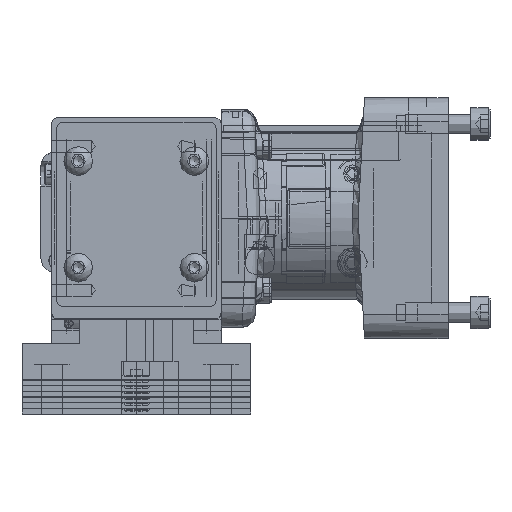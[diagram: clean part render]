
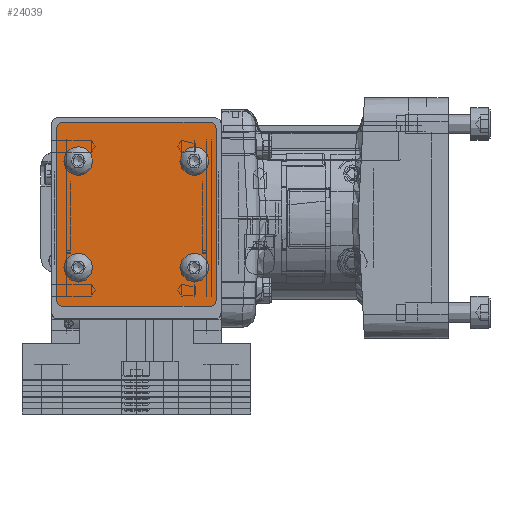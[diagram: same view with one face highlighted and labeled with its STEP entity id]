
A CAD part, top view. The second image highlights one B-rep face of the part: STEP entity #24039.
In plain terms, the highlighted planar face has unit normal (0, 0, 1).
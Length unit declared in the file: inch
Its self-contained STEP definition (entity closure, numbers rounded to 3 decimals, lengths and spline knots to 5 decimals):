
#94 = VERTEX_POINT ( 'NONE', #44553 ) ;
#851 = DIRECTION ( 'NONE',  ( 0.5, -0.866, 0. ) ) ;
#1212 = VECTOR ( 'NONE', #24282, 39.37008 ) ;
#1665 = DIRECTION ( 'NONE',  ( 1., 0., 0. ) ) ;
#1741 = EDGE_CURVE ( 'NONE', #28604, #28604, #16430, .T. ) ;
#1927 = VERTEX_POINT ( 'NONE', #36979 ) ;
#3284 = VERTEX_POINT ( 'NONE', #22955 ) ;
#3611 = ORIENTED_EDGE ( 'NONE', *, *, #52154, .T. ) ;
#3934 = CARTESIAN_POINT ( 'NONE',  ( -0.825, 0.927, 1.063 ) ) ;
#4209 = AXIS2_PLACEMENT_3D ( 'NONE', #47537, #17788, #22944 ) ;
#4583 = ORIENTED_EDGE ( 'NONE', *, *, #44239, .T. ) ;
#5714 = CARTESIAN_POINT ( 'NONE',  ( 0.762, 0.99, 1.063 ) ) ;
#5718 = ORIENTED_EDGE ( 'NONE', *, *, #14006, .F. ) ;
#6023 = DIRECTION ( 'NONE',  ( 0., 0., 1. ) ) ;
#6129 = CARTESIAN_POINT ( 'NONE',  ( -0.5252, 0.46044, 1.063 ) ) ;
#6811 = PLANE ( 'NONE',  #42113 ) ;
#9486 = ORIENTED_EDGE ( 'NONE', *, *, #18216, .T. ) ;
#9962 = DIRECTION ( 'NONE',  ( -1., 0., 0. ) ) ;
#10361 = EDGE_LOOP ( 'NONE', ( #55164 ) ) ;
#10863 = CARTESIAN_POINT ( 'NONE',  ( 0.6, 0.59, 1.063 ) ) ;
#11271 = VERTEX_POINT ( 'NONE', #20698 ) ;
#11490 = EDGE_CURVE ( 'NONE', #11271, #33763, #50763, .T. ) ;
#12431 = DIRECTION ( 'NONE',  ( -1., 0., 0. ) ) ;
#12809 = ORIENTED_EDGE ( 'NONE', *, *, #11490, .T. ) ;
#13573 = CARTESIAN_POINT ( 'NONE',  ( 0.762, -0.847, 1.063 ) ) ;
#13834 = AXIS2_PLACEMENT_3D ( 'NONE', #36043, #6023, #39654 ) ;
#13837 = AXIS2_PLACEMENT_3D ( 'NONE', #50072, #25470, #55222 ) ;
#13873 = CIRCLE ( 'NONE', #28356, 0.063 ) ;
#13919 = VERTEX_POINT ( 'NONE', #28755 ) ;
#14006 = EDGE_CURVE ( 'NONE', #13919, #13919, #42693, .T. ) ;
#14852 = CIRCLE ( 'NONE', #13834, 0.14961 ) ;
#15216 = LINE ( 'NONE', #3934, #1212 ) ;
#16430 = CIRCLE ( 'NONE', #27771, 0.14961 ) ;
#17788 = DIRECTION ( 'NONE',  ( 0., 0., 1. ) ) ;
#17997 = FACE_OUTER_BOUND ( 'NONE', #57216, .T. ) ;
#18216 = EDGE_CURVE ( 'NONE', #1927, #94, #15216, .T. ) ;
#19281 = CARTESIAN_POINT ( 'NONE',  ( -0.762, -0.91, 1.063 ) ) ;
#19282 = ORIENTED_EDGE ( 'NONE', *, *, #20415, .F. ) ;
#19386 = ORIENTED_EDGE ( 'NONE', *, *, #28630, .T. ) ;
#20193 = CARTESIAN_POINT ( 'NONE',  ( -0.762, -0.847, 1.063 ) ) ;
#20276 = CARTESIAN_POINT ( 'NONE',  ( -0.762, 0.99, 1.063 ) ) ;
#20415 = EDGE_CURVE ( 'NONE', #25510, #25510, #14852, .T. ) ;
#20698 = CARTESIAN_POINT ( 'NONE',  ( 0.825, -0.847, 1.063 ) ) ;
#21328 = DIRECTION ( 'NONE',  ( 0., 0., 1. ) ) ;
#21982 = ORIENTED_EDGE ( 'NONE', *, *, #27831, .T. ) ;
#22568 = EDGE_CURVE ( 'NONE', #32472, #11271, #13873, .T. ) ;
#22944 = DIRECTION ( 'NONE',  ( 1., 0., 0. ) ) ;
#22955 = CARTESIAN_POINT ( 'NONE',  ( 0.6748, -0.63956, 1.063 ) ) ;
#24039 = ADVANCED_FACE ( 'NONE', ( #30713, #17997, #47747, #62263, #52273 ), #6811, .T. ) ;
#24282 = DIRECTION ( 'NONE',  ( 0., -1., 0. ) ) ;
#25032 = DIRECTION ( 'NONE',  ( 1., 0., 0. ) ) ;
#25045 = VERTEX_POINT ( 'NONE', #49838 ) ;
#25118 = AXIS2_PLACEMENT_3D ( 'NONE', #56403, #26361, #12431 ) ;
#25470 = DIRECTION ( 'NONE',  ( 0., 0., 1. ) ) ;
#25510 = VERTEX_POINT ( 'NONE', #6129 ) ;
#25788 = CIRCLE ( 'NONE', #39230, 0.063 ) ;
#26361 = DIRECTION ( 'NONE',  ( 0., 0., 1. ) ) ;
#27280 = ORIENTED_EDGE ( 'NONE', *, *, #33141, .T. ) ;
#27771 = AXIS2_PLACEMENT_3D ( 'NONE', #10863, #30236, #851 ) ;
#27831 = EDGE_CURVE ( 'NONE', #29106, #1927, #49612, .T. ) ;
#27959 = CARTESIAN_POINT ( 'NONE',  ( 0.6748, 0.46044, 1.063 ) ) ;
#28356 = AXIS2_PLACEMENT_3D ( 'NONE', #13573, #38463, #62688 ) ;
#28604 = VERTEX_POINT ( 'NONE', #27959 ) ;
#28630 = EDGE_CURVE ( 'NONE', #40733, #29106, #35458, .T. ) ;
#28755 = CARTESIAN_POINT ( 'NONE',  ( -0.5252, -0.63956, 1.063 ) ) ;
#29106 = VERTEX_POINT ( 'NONE', #36663 ) ;
#30236 = DIRECTION ( 'NONE',  ( 0., 0., 1. ) ) ;
#30713 = FACE_BOUND ( 'NONE', #44289, .T. ) ;
#32341 = AXIS2_PLACEMENT_3D ( 'NONE', #43224, #63252, #62617 ) ;
#32472 = VERTEX_POINT ( 'NONE', #60455 ) ;
#33141 = EDGE_CURVE ( 'NONE', #25045, #32472, #63563, .T. ) ;
#33207 = VECTOR ( 'NONE', #39009, 39.37008 ) ;
#33763 = VERTEX_POINT ( 'NONE', #61451 ) ;
#34296 = VECTOR ( 'NONE', #35887, 39.37008 ) ;
#35458 = LINE ( 'NONE', #20276, #59000 ) ;
#35887 = DIRECTION ( 'NONE',  ( 0., 1., 0. ) ) ;
#36043 = CARTESIAN_POINT ( 'NONE',  ( -0.6, 0.59, 1.063 ) ) ;
#36663 = CARTESIAN_POINT ( 'NONE',  ( -0.762, 0.99, 1.063 ) ) ;
#36979 = CARTESIAN_POINT ( 'NONE',  ( -0.825, 0.927, 1.063 ) ) ;
#38463 = DIRECTION ( 'NONE',  ( 0., 0., 1. ) ) ;
#39009 = DIRECTION ( 'NONE',  ( 1., 0., 0. ) ) ;
#39230 = AXIS2_PLACEMENT_3D ( 'NONE', #20193, #55719, #25032 ) ;
#39638 = CIRCLE ( 'NONE', #13837, 0.14961 ) ;
#39654 = DIRECTION ( 'NONE',  ( 0.5, -0.866, 0. ) ) ;
#40733 = VERTEX_POINT ( 'NONE', #5714 ) ;
#42113 = AXIS2_PLACEMENT_3D ( 'NONE', #62592, #21328, #1665 ) ;
#42693 = CIRCLE ( 'NONE', #32341, 0.14961 ) ;
#43224 = CARTESIAN_POINT ( 'NONE',  ( -0.6, -0.51, 1.063 ) ) ;
#44239 = EDGE_CURVE ( 'NONE', #33763, #40733, #57141, .T. ) ;
#44289 = EDGE_LOOP ( 'NONE', ( #19282 ) ) ;
#44553 = CARTESIAN_POINT ( 'NONE',  ( -0.825, -0.847, 1.063 ) ) ;
#47537 = CARTESIAN_POINT ( 'NONE',  ( -0.762, 0.927, 1.063 ) ) ;
#47747 = FACE_BOUND ( 'NONE', #48064, .T. ) ;
#48064 = EDGE_LOOP ( 'NONE', ( #61957 ) ) ;
#49612 = CIRCLE ( 'NONE', #4209, 0.063 ) ;
#49838 = CARTESIAN_POINT ( 'NONE',  ( -0.762, -0.91, 1.063 ) ) ;
#50072 = CARTESIAN_POINT ( 'NONE',  ( 0.6, -0.51, 1.063 ) ) ;
#50763 = LINE ( 'NONE', #62594, #34296 ) ;
#51737 = ORIENTED_EDGE ( 'NONE', *, *, #22568, .T. ) ;
#52154 = EDGE_CURVE ( 'NONE', #94, #25045, #25788, .T. ) ;
#52273 = FACE_BOUND ( 'NONE', #57103, .T. ) ;
#55164 = ORIENTED_EDGE ( 'NONE', *, *, #59522, .F. ) ;
#55222 = DIRECTION ( 'NONE',  ( 0.5, -0.866, 0. ) ) ;
#55719 = DIRECTION ( 'NONE',  ( 0., 0., 1. ) ) ;
#56403 = CARTESIAN_POINT ( 'NONE',  ( 0.762, 0.927, 1.063 ) ) ;
#57103 = EDGE_LOOP ( 'NONE', ( #5718 ) ) ;
#57141 = CIRCLE ( 'NONE', #25118, 0.063 ) ;
#57216 = EDGE_LOOP ( 'NONE', ( #21982, #9486, #3611, #27280, #51737, #12809, #4583, #19386 ) ) ;
#59000 = VECTOR ( 'NONE', #9962, 39.37008 ) ;
#59522 = EDGE_CURVE ( 'NONE', #3284, #3284, #39638, .T. ) ;
#60455 = CARTESIAN_POINT ( 'NONE',  ( 0.762, -0.91, 1.063 ) ) ;
#61451 = CARTESIAN_POINT ( 'NONE',  ( 0.825, 0.927, 1.063 ) ) ;
#61957 = ORIENTED_EDGE ( 'NONE', *, *, #1741, .F. ) ;
#62263 = FACE_BOUND ( 'NONE', #10361, .T. ) ;
#62592 = CARTESIAN_POINT ( 'NONE',  ( -0.762, 0.927, 1.063 ) ) ;
#62594 = CARTESIAN_POINT ( 'NONE',  ( 0.825, 0.927, 1.063 ) ) ;
#62617 = DIRECTION ( 'NONE',  ( 0.5, -0.866, 0. ) ) ;
#62688 = DIRECTION ( 'NONE',  ( 1., 0., 0. ) ) ;
#63252 = DIRECTION ( 'NONE',  ( 0., 0., 1. ) ) ;
#63563 = LINE ( 'NONE', #19281, #33207 ) ;
